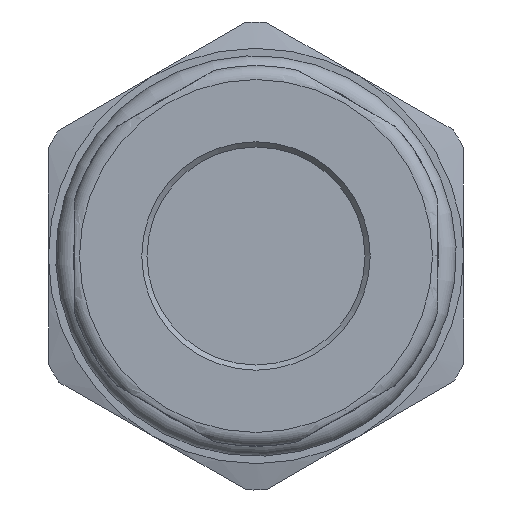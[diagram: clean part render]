
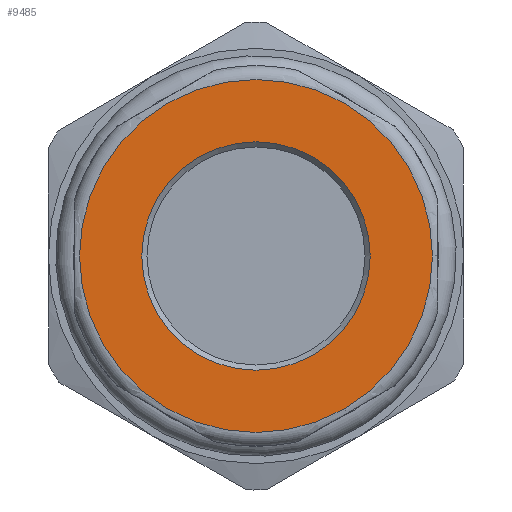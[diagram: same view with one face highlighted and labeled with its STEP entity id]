
A CAD part, left-side view. The second image highlights one B-rep face of the part: STEP entity #9485.
In plain terms, the highlighted planar face has unit normal (-1, 0, 0).
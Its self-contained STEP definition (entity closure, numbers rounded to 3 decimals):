
#106=FACE_BOUND('',#2779,.T.);
#487=CIRCLE('',#9929,10.2);
#488=CIRCLE('',#9930,10.2);
#501=CIRCLE('',#9956,6.6);
#1748=PLANE('',#9955);
#2230=FACE_OUTER_BOUND('',#2778,.T.);
#2778=EDGE_LOOP('',(#8292,#8293));
#2779=EDGE_LOOP('',(#8294));
#4289=VERTEX_POINT('',#70349);
#4290=VERTEX_POINT('',#70351);
#4304=VERTEX_POINT('',#70558);
#5612=EDGE_CURVE('',#4289,#4290,#487,.T.);
#5613=EDGE_CURVE('',#4290,#4289,#488,.T.);
#5641=EDGE_CURVE('',#4304,#4304,#501,.T.);
#8292=ORIENTED_EDGE('',*,*,#5613,.F.);
#8293=ORIENTED_EDGE('',*,*,#5612,.F.);
#8294=ORIENTED_EDGE('',*,*,#5641,.F.);
#9485=ADVANCED_FACE('',(#2230,#106),#1748,.T.);
#9929=AXIS2_PLACEMENT_3D('',#70352,#11294,#11295);
#9930=AXIS2_PLACEMENT_3D('',#70353,#11296,#11297);
#9955=AXIS2_PLACEMENT_3D('',#70557,#11355,#11356);
#9956=AXIS2_PLACEMENT_3D('',#70559,#11357,#11358);
#11294=DIRECTION('center_axis',(1.,0.,0.));
#11295=DIRECTION('ref_axis',(0.,-1.,0.));
#11296=DIRECTION('center_axis',(1.,0.,0.));
#11297=DIRECTION('ref_axis',(0.,-1.,0.));
#11355=DIRECTION('center_axis',(-1.,0.,0.));
#11356=DIRECTION('ref_axis',(0.,0.,1.));
#11357=DIRECTION('center_axis',(-1.,0.,0.));
#11358=DIRECTION('ref_axis',(0.,-1.,0.));
#70349=CARTESIAN_POINT('',(0.,0.,10.2));
#70351=CARTESIAN_POINT('',(0.,10.2,0.));
#70352=CARTESIAN_POINT('Origin',(0.,0.,0.));
#70353=CARTESIAN_POINT('Origin',(0.,0.,0.));
#70557=CARTESIAN_POINT('Origin',(0.,8.65,0.));
#70558=CARTESIAN_POINT('',(0.,6.6,0.));
#70559=CARTESIAN_POINT('Origin',(0.,0.,0.));
